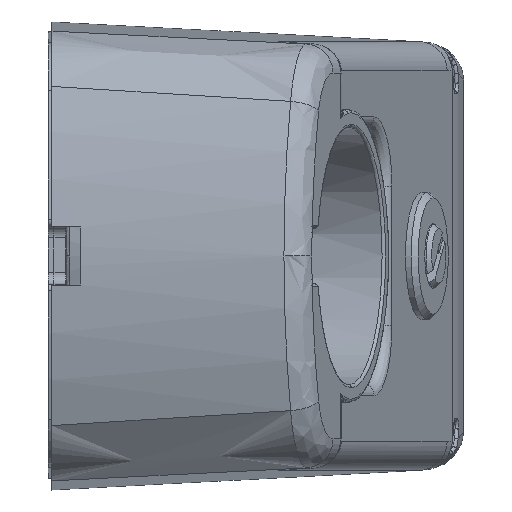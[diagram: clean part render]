
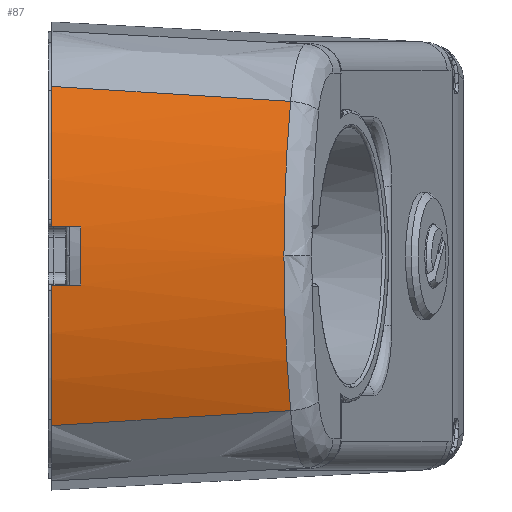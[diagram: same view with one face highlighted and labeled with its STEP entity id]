
A CAD part, front view. The second image highlights one B-rep face of the part: STEP entity #87.
In plain terms, the highlighted cylindrical face has radius 80 mm (diameter 160 mm), a partial arc.
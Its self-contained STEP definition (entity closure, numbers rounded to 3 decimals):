
#87 = ADVANCED_FACE ( 'NONE', ( #3531 ), #23614, .T. ) ;
#724 = CARTESIAN_POINT ( 'NONE',  ( 5., -121.189, 113.112 ) ) ;
#766 = CARTESIAN_POINT ( 'NONE',  ( 0., -131.136, 76.594 ) ) ;
#955 = LINE ( 'NONE', #7985, #11013 ) ;
#1365 = VERTEX_POINT ( 'NONE', #7390 ) ;
#1671 = EDGE_CURVE ( 'NONE', #1365, #16612, #955, .T. ) ;
#2092 = DIRECTION ( 'NONE',  ( 0., -0.259, -0.966 ) ) ;
#2494 = CARTESIAN_POINT ( 'NONE',  ( -29.239, -136.154, 36.482 ) ) ;
#2780 = CIRCLE ( 'NONE', #11065, 80. ) ;
#2918 = DIRECTION ( 'NONE',  ( 0., 0.259, 0.966 ) ) ;
#3207 = CARTESIAN_POINT ( 'NONE',  ( 0., -131.136, 76.594 ) ) ;
#3234 = CARTESIAN_POINT ( 'NONE',  ( 0., -64.226, 17.209 ) ) ;
#3531 = FACE_OUTER_BOUND ( 'NONE', #22106, .T. ) ;
#3788 = EDGE_CURVE ( 'NONE', #17910, #24497, #2780, .T. ) ;
#4111 = CARTESIAN_POINT ( 'NONE',  ( 0., -44.066, 92.447 ) ) ;
#4671 = CIRCLE ( 'NONE', #23160, 80. ) ;
#4824 = CARTESIAN_POINT ( 'NONE',  ( -26.66, -126.422, 76.52 ) ) ;
#5251 = DIRECTION ( 'NONE',  ( 0., 0.966, -0.259 ) ) ;
#5449 = CARTESIAN_POINT ( 'NONE',  ( 5., -141.349, 37.874 ) ) ;
#5599 = DIRECTION ( 'NONE',  ( 0., 0.259, 0.966 ) ) ;
#5873 = CARTESIAN_POINT ( 'NONE',  ( 29.239, -136.154, 36.482 ) ) ;
#5960 = VERTEX_POINT ( 'NONE', #22986 ) ;
#6071 = AXIS2_PLACEMENT_3D ( 'NONE', #3234, #17307, #5251 ) ;
#6409 = EDGE_CURVE ( 'NONE', #7040, #6794, #21110, .T. ) ;
#6794 = VERTEX_POINT ( 'NONE', #2494 ) ;
#6820 = CARTESIAN_POINT ( 'NONE',  ( 26.66, -126.422, 76.52 ) ) ;
#7040 = VERTEX_POINT ( 'NONE', #19772 ) ;
#7050 = AXIS2_PLACEMENT_3D ( 'NONE', #4111, #2092, #24108 ) ;
#7390 = CARTESIAN_POINT ( 'NONE',  ( -5., -140.055, 42.704 ) ) ;
#7985 = CARTESIAN_POINT ( 'NONE',  ( -5., -121.189, 113.112 ) ) ;
#8178 = EDGE_CURVE ( 'NONE', #25352, #5960, #23490, .T. ) ;
#8296 = DIRECTION ( 'NONE',  ( 0., -0.259, -0.966 ) ) ;
#8417 = CARTESIAN_POINT ( 'NONE',  ( -5., -141.349, 37.874 ) ) ;
#8819 = CARTESIAN_POINT ( 'NONE',  ( -27.525, -129.704, 63.09 ) ) ;
#9086 = ORIENTED_EDGE ( 'NONE', *, *, #1671, .F. ) ;
#9887 = ORIENTED_EDGE ( 'NONE', *, *, #8178, .T. ) ;
#9896 = CARTESIAN_POINT ( 'NONE',  ( 27.525, -129.704, 63.09 ) ) ;
#9994 = DIRECTION ( 'NONE',  ( 0., -0.259, -0.966 ) ) ;
#10636 = ORIENTED_EDGE ( 'NONE', *, *, #12547, .T. ) ;
#10885 = VECTOR ( 'NONE', #8296, 1000. ) ;
#11013 = VECTOR ( 'NONE', #9994, 1000. ) ;
#11065 = AXIS2_PLACEMENT_3D ( 'NONE', #17655, #5599, #19666 ) ;
#11186 = VERTEX_POINT ( 'NONE', #12929 ) ;
#12547 = EDGE_CURVE ( 'NONE', #11186, #17910, #16255, .T. ) ;
#12855 = CARTESIAN_POINT ( 'NONE',  ( -26.66, -126.422, 76.52 ) ) ;
#12909 =( BOUNDED_CURVE ( )  B_SPLINE_CURVE ( 3, ( #766, #22551, #16874, #4824 ),
 .UNSPECIFIED., .F., .F. ) 
 B_SPLINE_CURVE_WITH_KNOTS ( ( 4, 4 ),
 ( 0., 0.34 ),
 .UNSPECIFIED. ) 
 CURVE ( )  GEOMETRIC_REPRESENTATION_ITEM ( )  RATIONAL_B_SPLINE_CURVE ( ( 1., 0.99, 0.99, 1. ) ) 
 REPRESENTATION_ITEM ( '' )  );
#12929 = CARTESIAN_POINT ( 'NONE',  ( 5., -140.055, 42.704 ) ) ;
#14897 = CARTESIAN_POINT ( 'NONE',  ( -29.239, -136.154, 36.482 ) ) ;
#14941 = ORIENTED_EDGE ( 'NONE', *, *, #6409, .T. ) ;
#14960 = CARTESIAN_POINT ( 'NONE',  ( 0., -62.932, 22.039 ) ) ;
#15250 = CARTESIAN_POINT ( 'NONE',  ( 9.104, -131.136, 76.594 ) ) ;
#15544 = EDGE_CURVE ( 'NONE', #5960, #7040, #12909, .T. ) ;
#15610 = EDGE_CURVE ( 'NONE', #6794, #16612, #20836, .T. ) ;
#16255 = LINE ( 'NONE', #724, #10885 ) ;
#16473 = ORIENTED_EDGE ( 'NONE', *, *, #21324, .T. ) ;
#16612 = VERTEX_POINT ( 'NONE', #8417 ) ;
#16874 = CARTESIAN_POINT ( 'NONE',  ( -18.076, -129.549, 76.569 ) ) ;
#16992 = DIRECTION ( 'NONE',  ( 0., -0.966, 0.259 ) ) ;
#17307 = DIRECTION ( 'NONE',  ( 0., 0.259, 0.966 ) ) ;
#17655 = CARTESIAN_POINT ( 'NONE',  ( 0., -64.226, 17.209 ) ) ;
#17910 = VERTEX_POINT ( 'NONE', #5449 ) ;
#17927 = CARTESIAN_POINT ( 'NONE',  ( 28.385, -132.948, 49.743 ) ) ;
#18381 =( BOUNDED_CURVE ( )  B_SPLINE_CURVE ( 3, ( #5873, #17927, #9896, #23932 ),
 .UNSPECIFIED., .F., .F. ) 
 B_SPLINE_CURVE_WITH_KNOTS ( ( 4, 4 ),
 ( 1.183, 1.217 ),
 .UNSPECIFIED. ) 
 CURVE ( )  GEOMETRIC_REPRESENTATION_ITEM ( )  RATIONAL_B_SPLINE_CURVE ( ( 1., 1., 1., 1. ) ) 
 REPRESENTATION_ITEM ( '' )  );
#18953 = ORIENTED_EDGE ( 'NONE', *, *, #15610, .T. ) ;
#19106 = ORIENTED_EDGE ( 'NONE', *, *, #22939, .T. ) ;
#19213 = CARTESIAN_POINT ( 'NONE',  ( 18.076, -129.549, 76.569 ) ) ;
#19666 = DIRECTION ( 'NONE',  ( 0., 0.966, -0.259 ) ) ;
#19772 = CARTESIAN_POINT ( 'NONE',  ( -26.66, -126.422, 76.52 ) ) ;
#20836 = CIRCLE ( 'NONE', #6071, 80. ) ;
#21110 =( BOUNDED_CURVE ( )  B_SPLINE_CURVE ( 3, ( #12855, #8819, #24877, #14897 ),
 .UNSPECIFIED., .F., .F. ) 
 B_SPLINE_CURVE_WITH_KNOTS ( ( 4, 4 ),
 ( 5.066, 5.1 ),
 .UNSPECIFIED. ) 
 CURVE ( )  GEOMETRIC_REPRESENTATION_ITEM ( )  RATIONAL_B_SPLINE_CURVE ( ( 1., 1., 1., 1. ) ) 
 REPRESENTATION_ITEM ( '' )  );
#21324 = EDGE_CURVE ( 'NONE', #1365, #11186, #4671, .T. ) ;
#22106 = EDGE_LOOP ( 'NONE', ( #9086, #16473, #10636, #25028, #19106, #9887, #23958, #14941, #18953 ) ) ;
#22167 = CARTESIAN_POINT ( 'NONE',  ( 29.239, -136.154, 36.482 ) ) ;
#22551 = CARTESIAN_POINT ( 'NONE',  ( -9.104, -131.136, 76.594 ) ) ;
#22939 = EDGE_CURVE ( 'NONE', #24497, #25352, #18381, .T. ) ;
#22986 = CARTESIAN_POINT ( 'NONE',  ( 0., -131.136, 76.594 ) ) ;
#23160 = AXIS2_PLACEMENT_3D ( 'NONE', #14960, #2918, #16992 ) ;
#23214 = CARTESIAN_POINT ( 'NONE',  ( 26.66, -126.422, 76.52 ) ) ;
#23490 =( BOUNDED_CURVE ( )  B_SPLINE_CURVE ( 3, ( #23214, #19213, #15250, #3207 ),
 .UNSPECIFIED., .F., .F. ) 
 B_SPLINE_CURVE_WITH_KNOTS ( ( 4, 4 ),
 ( 5.943, 6.283 ),
 .UNSPECIFIED. ) 
 CURVE ( )  GEOMETRIC_REPRESENTATION_ITEM ( )  RATIONAL_B_SPLINE_CURVE ( ( 1., 0.99, 0.99, 1. ) ) 
 REPRESENTATION_ITEM ( '' )  );
#23614 = CYLINDRICAL_SURFACE ( 'NONE', #7050, 80. ) ;
#23932 = CARTESIAN_POINT ( 'NONE',  ( 26.66, -126.422, 76.52 ) ) ;
#23958 = ORIENTED_EDGE ( 'NONE', *, *, #15544, .T. ) ;
#24108 = DIRECTION ( 'NONE',  ( 0., 0.966, -0.259 ) ) ;
#24497 = VERTEX_POINT ( 'NONE', #22167 ) ;
#24877 = CARTESIAN_POINT ( 'NONE',  ( -28.385, -132.948, 49.743 ) ) ;
#25028 = ORIENTED_EDGE ( 'NONE', *, *, #3788, .T. ) ;
#25352 = VERTEX_POINT ( 'NONE', #6820 ) ;
